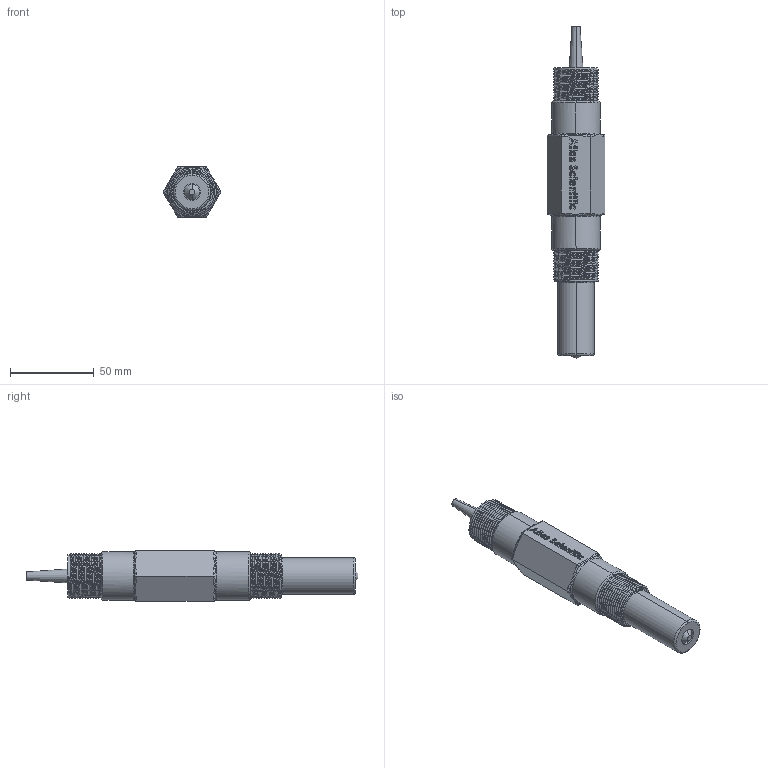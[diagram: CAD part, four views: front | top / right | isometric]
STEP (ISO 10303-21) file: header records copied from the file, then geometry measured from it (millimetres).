
FILE_DESCRIPTION (( 'STEP AP214' ), '1' );
FILE_NAME ('ENV-50-DO.STEP', '2020-10-02T21:03:51', ( '' ), ( '' ), 'SwSTEP 2.0', 'SolidWorks 2020', '' );
FILE_SCHEMA (( 'AUTOMOTIVE_DESIGN' ));
Length unit declared in the file: millimetre
Products named in the file (1): ENV-50-DO
Bounding box: 34.64 x 198.5 x 30.08 mm (x, y, z)
Volume: 103060.4 mm3; surface area: 18833.3 mm2
Topology: 1 solids, 1 shells, 385 faces, 1003 edges, 645 vertices
Faces by surface type: plane 138, bspline 137, cylinder 83, torus 23, cone 4
Entity records: 20806 total; most frequent: CARTESIAN_POINT 12499, ORIENTED_EDGE 2006, DIRECTION 1260, EDGE_CURVE 1003, VERTEX_POINT 645, VECTOR 468, LINE 468, EDGE_LOOP 410
